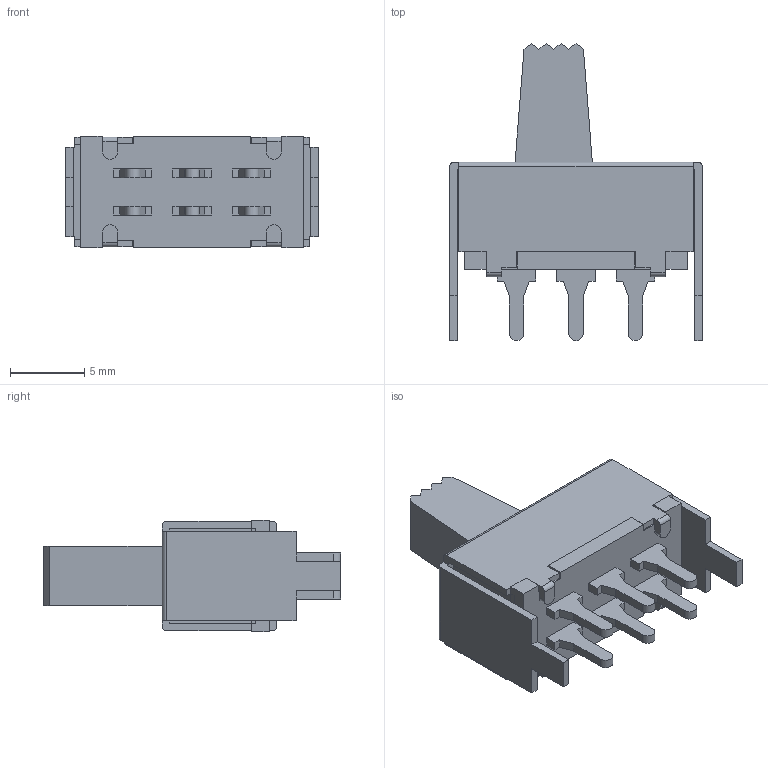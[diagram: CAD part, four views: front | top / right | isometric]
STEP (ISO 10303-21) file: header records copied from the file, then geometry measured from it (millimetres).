
FILE_DESCRIPTION( ( 'STEP AP214' ), '1' );
FILE_NAME( 'MFS201N-4-Z.stp', '2022-05-04T21:14:43', ( 'License CC BY-ND 4.0' ), ( 'CADENAS' ), ' ', 'PARTsolutions', ' ' );
FILE_SCHEMA( ( 'AUTOMOTIVE_DESIGN { 1 0 10303 214 1 1 1 1 }' ) );
Length unit declared in the file: millimetre
Products named in the file (3): MFS201N-4-Z; _MFS201N-4-Z_b; _MFS201N49_bu
Assembly tree (2 placements, depth 2):
  MFS201N-4-Z
    _MFS201N-4-Z_b
    _MFS201N49_bu
Bounding box: 17 x 20 x 7.5 mm (x, y, z)
Volume: 945.7 mm3; surface area: 1698.7 mm2
Topology: 2 solids, 2 shells, 194 faces, 539 edges, 354 vertices
Faces by surface type: plane 176, cylinder 18
Entity records: 7705 total; most frequent: CARTESIAN_POINT 1090, ORIENTED_EDGE 1078, DIRECTION 969, EDGE_CURVE 539, LINE 503, VECTOR 503, VERTEX_POINT 354, AXIS2_PLACEMENT_3D 233
